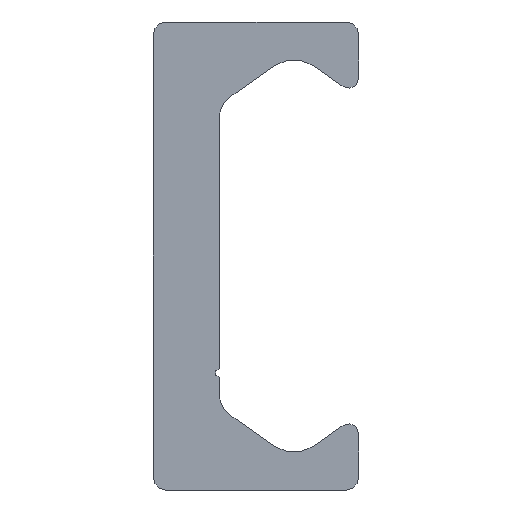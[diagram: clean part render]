
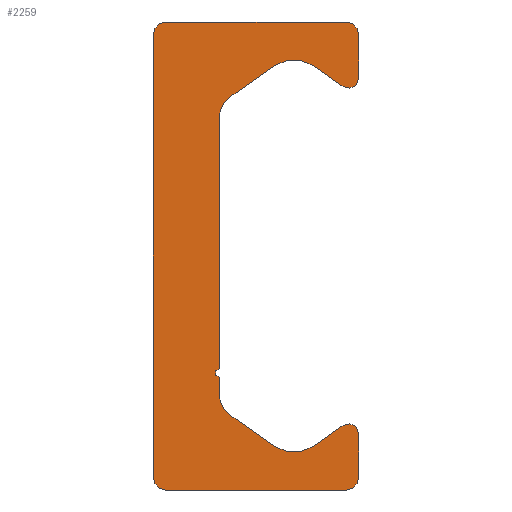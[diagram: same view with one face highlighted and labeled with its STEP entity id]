
A CAD part, left-side view. The second image highlights one B-rep face of the part: STEP entity #2259.
In plain terms, the highlighted planar face has unit normal (-1, 0, 0).
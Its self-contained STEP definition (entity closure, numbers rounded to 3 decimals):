
#1380=CARTESIAN_POINT('',(0.0,5.4,-14.));
#1381=VERTEX_POINT('',#1380);
#1388=CARTESIAN_POINT('',(0.0,6.15,-13.25));
#1389=VERTEX_POINT('',#1388);
#1390=CARTESIAN_POINT('',(0.0,5.4,-13.25));
#1391=DIRECTION('',(1.0,0.0,0.0));
#1392=DIRECTION('',(0.0,0.0,-1.0));
#1393=AXIS2_PLACEMENT_3D('',#1390,#1391,#1392);
#1394=CIRCLE('',#1393,0.75);
#1395=EDGE_CURVE('',#1381,#1389,#1394,.T.);
#1419=CARTESIAN_POINT('',(0.0,-5.4,-14.));
#1420=VERTEX_POINT('',#1419);
#1427=CARTESIAN_POINT('',(0.0,-5.4,-14.));
#1428=DIRECTION('',(0.0,1.0,0.0));
#1429=VECTOR('',#1428,10.8);
#1430=LINE('',#1427,#1429);
#1431=EDGE_CURVE('',#1420,#1381,#1430,.T.);
#1451=CARTESIAN_POINT('',(0.0,-6.15,-13.25));
#1452=VERTEX_POINT('',#1451);
#1459=CARTESIAN_POINT('',(0.0,-5.4,-13.25));
#1460=DIRECTION('',(1.0,0.0,0.0));
#1461=DIRECTION('',(0.0,-1.0,0.0));
#1462=AXIS2_PLACEMENT_3D('',#1459,#1460,#1461);
#1463=CIRCLE('',#1462,0.75);
#1464=EDGE_CURVE('',#1452,#1420,#1463,.T.);
#1483=CARTESIAN_POINT('',(0.0,-6.15,-10.63));
#1484=VERTEX_POINT('',#1483);
#1491=CARTESIAN_POINT('',(0.0,-6.15,-10.63));
#1492=DIRECTION('',(0.0,0.0,-1.0));
#1493=VECTOR('',#1492,2.62);
#1494=LINE('',#1491,#1493);
#1495=EDGE_CURVE('',#1484,#1452,#1494,.T.);
#1515=CARTESIAN_POINT('',(0.0,-5.206,-10.139));
#1516=VERTEX_POINT('',#1515);
#1523=CARTESIAN_POINT('',(0.0,-5.55,-10.63));
#1524=DIRECTION('',(1.0,0.0,0.0));
#1525=DIRECTION('',(0.0,0.574,0.819));
#1526=AXIS2_PLACEMENT_3D('',#1523,#1524,#1525);
#1527=CIRCLE('',#1526,0.6);
#1528=EDGE_CURVE('',#1516,#1484,#1527,.T.);
#1547=CARTESIAN_POINT('',(0.0,-3.417,-11.391));
#1548=VERTEX_POINT('',#1547);
#1555=CARTESIAN_POINT('',(0.0,-3.417,-11.391));
#1556=DIRECTION('',(0.0,-0.819,0.574));
#1557=VECTOR('',#1556,2.184);
#1558=LINE('',#1555,#1557);
#1559=EDGE_CURVE('',#1548,#1516,#1558,.T.);
#1579=CARTESIAN_POINT('',(0.0,-1.123,-11.391));
#1580=VERTEX_POINT('',#1579);
#1587=CARTESIAN_POINT('',(0.0,-2.27,-9.753));
#1588=DIRECTION('',(-1.0,0.0,0.0));
#1589=DIRECTION('',(0.0,0.574,0.819));
#1590=AXIS2_PLACEMENT_3D('',#1587,#1588,#1589);
#1591=CIRCLE('',#1590,2.0);
#1592=EDGE_CURVE('',#1580,#1548,#1591,.T.);
#1611=CARTESIAN_POINT('',(0.0,1.56,-9.512));
#1612=VERTEX_POINT('',#1611);
#1619=CARTESIAN_POINT('',(0.0,1.56,-9.512));
#1620=DIRECTION('',(0.0,-0.819,-0.574));
#1621=VECTOR('',#1620,3.276);
#1622=LINE('',#1619,#1621);
#1623=EDGE_CURVE('',#1612,#1580,#1622,.T.);
#1643=CARTESIAN_POINT('',(0.0,2.2,-8.283));
#1644=VERTEX_POINT('',#1643);
#1651=CARTESIAN_POINT('',(0.0,0.7,-8.283));
#1652=DIRECTION('',(-1.0,0.0,0.0));
#1653=DIRECTION('',(0.0,-0.574,0.819));
#1654=AXIS2_PLACEMENT_3D('',#1651,#1652,#1653);
#1655=CIRCLE('',#1654,1.5);
#1656=EDGE_CURVE('',#1644,#1612,#1655,.T.);
#1675=CARTESIAN_POINT('',(0.0,2.2,-7.25));
#1676=VERTEX_POINT('',#1675);
#1683=CARTESIAN_POINT('',(0.0,2.2,-7.25));
#1684=DIRECTION('',(0.0,0.0,-1.0));
#1685=VECTOR('',#1684,1.033);
#1686=LINE('',#1683,#1685);
#1687=EDGE_CURVE('',#1676,#1644,#1686,.T.);
#1707=CARTESIAN_POINT('',(0.0,2.2,-6.75));
#1708=VERTEX_POINT('',#1707);
#1715=CARTESIAN_POINT('',(0.0,2.2,-7.));
#1716=DIRECTION('',(-1.0,0.0,0.0));
#1717=DIRECTION('',(0.0,0.0,1.0));
#1718=AXIS2_PLACEMENT_3D('',#1715,#1716,#1717);
#1719=CIRCLE('',#1718,0.25);
#1720=EDGE_CURVE('',#1708,#1676,#1719,.T.);
#1739=CARTESIAN_POINT('',(0.0,2.2,8.283));
#1740=VERTEX_POINT('',#1739);
#1747=CARTESIAN_POINT('',(0.0,2.2,8.283));
#1748=DIRECTION('',(0.0,0.0,-1.0));
#1749=VECTOR('',#1748,15.033);
#1750=LINE('',#1747,#1749);
#1751=EDGE_CURVE('',#1740,#1708,#1750,.T.);
#1852=CARTESIAN_POINT('',(0.0,1.56,9.512));
#1853=VERTEX_POINT('',#1852);
#1860=CARTESIAN_POINT('',(0.0,0.7,8.283));
#1861=DIRECTION('',(-1.0,0.0,0.0));
#1862=DIRECTION('',(0.0,-1.0,0.0));
#1863=AXIS2_PLACEMENT_3D('',#1860,#1861,#1862);
#1864=CIRCLE('',#1863,1.5);
#1865=EDGE_CURVE('',#1853,#1740,#1864,.T.);
#1884=CARTESIAN_POINT('',(0.0,-1.123,11.391));
#1885=VERTEX_POINT('',#1884);
#1892=CARTESIAN_POINT('',(0.0,-1.123,11.391));
#1893=DIRECTION('',(0.0,0.819,-0.574));
#1894=VECTOR('',#1893,3.276);
#1895=LINE('',#1892,#1894);
#1896=EDGE_CURVE('',#1885,#1853,#1895,.T.);
#1916=CARTESIAN_POINT('',(0.0,-3.417,11.391));
#1917=VERTEX_POINT('',#1916);
#1924=CARTESIAN_POINT('',(0.0,-2.27,9.753));
#1925=DIRECTION('',(-1.0,0.0,0.0));
#1926=DIRECTION('',(0.0,-0.574,-0.819));
#1927=AXIS2_PLACEMENT_3D('',#1924,#1925,#1926);
#1928=CIRCLE('',#1927,2.0);
#1929=EDGE_CURVE('',#1917,#1885,#1928,.T.);
#1948=CARTESIAN_POINT('',(0.0,-5.206,10.139));
#1949=VERTEX_POINT('',#1948);
#1956=CARTESIAN_POINT('',(0.0,-5.206,10.139));
#1957=DIRECTION('',(0.0,0.819,0.574));
#1958=VECTOR('',#1957,2.184);
#1959=LINE('',#1956,#1958);
#1960=EDGE_CURVE('',#1949,#1917,#1959,.T.);
#1980=CARTESIAN_POINT('',(0.0,-6.15,10.63));
#1981=VERTEX_POINT('',#1980);
#1988=CARTESIAN_POINT('',(0.0,-5.55,10.63));
#1989=DIRECTION('',(1.0,0.0,0.0));
#1990=DIRECTION('',(0.0,-1.0,0.0));
#1991=AXIS2_PLACEMENT_3D('',#1988,#1989,#1990);
#1992=CIRCLE('',#1991,0.6);
#1993=EDGE_CURVE('',#1981,#1949,#1992,.T.);
#2012=CARTESIAN_POINT('',(0.0,-6.15,13.25));
#2013=VERTEX_POINT('',#2012);
#2020=CARTESIAN_POINT('',(0.0,-6.15,13.25));
#2021=DIRECTION('',(0.0,0.0,-1.0));
#2022=VECTOR('',#2021,2.62);
#2023=LINE('',#2020,#2022);
#2024=EDGE_CURVE('',#2013,#1981,#2023,.T.);
#2044=CARTESIAN_POINT('',(0.0,-5.4,14.));
#2045=VERTEX_POINT('',#2044);
#2052=CARTESIAN_POINT('',(0.0,-5.4,13.25));
#2053=DIRECTION('',(1.0,0.0,0.0));
#2054=DIRECTION('',(0.0,0.0,1.0));
#2055=AXIS2_PLACEMENT_3D('',#2052,#2053,#2054);
#2056=CIRCLE('',#2055,0.75);
#2057=EDGE_CURVE('',#2045,#2013,#2056,.T.);
#2076=CARTESIAN_POINT('',(0.0,5.4,14.));
#2077=VERTEX_POINT('',#2076);
#2084=CARTESIAN_POINT('',(0.0,5.4,14.));
#2085=DIRECTION('',(0.0,-1.0,0.0));
#2086=VECTOR('',#2085,10.8);
#2087=LINE('',#2084,#2086);
#2088=EDGE_CURVE('',#2077,#2045,#2087,.T.);
#2108=CARTESIAN_POINT('',(0.0,6.15,13.25));
#2109=VERTEX_POINT('',#2108);
#2116=CARTESIAN_POINT('',(0.0,5.4,13.25));
#2117=DIRECTION('',(1.0,0.0,0.0));
#2118=DIRECTION('',(0.0,1.0,0.0));
#2119=AXIS2_PLACEMENT_3D('',#2116,#2117,#2118);
#2120=CIRCLE('',#2119,0.75);
#2121=EDGE_CURVE('',#2109,#2077,#2120,.T.);
#2139=CARTESIAN_POINT('',(0.0,6.15,-13.25));
#2140=DIRECTION('',(0.0,0.0,1.0));
#2141=VECTOR('',#2140,26.5);
#2142=LINE('',#2139,#2141);
#2143=EDGE_CURVE('',#1389,#2109,#2142,.T.);
#2230=CARTESIAN_POINT('',(0.0,1.352,-0.021));
#2231=DIRECTION('',(1.0,0.0,0.0));
#2232=DIRECTION('',(0.0,0.0,-1.0));
#2233=AXIS2_PLACEMENT_3D('',#2230,#2231,#2232);
#2234=PLANE('',#2233);
#2235=ORIENTED_EDGE('',*,*,#2143,.F.);
#2236=ORIENTED_EDGE('',*,*,#1395,.F.);
#2237=ORIENTED_EDGE('',*,*,#1431,.F.);
#2238=ORIENTED_EDGE('',*,*,#1464,.F.);
#2239=ORIENTED_EDGE('',*,*,#1495,.F.);
#2240=ORIENTED_EDGE('',*,*,#1528,.F.);
#2241=ORIENTED_EDGE('',*,*,#1559,.F.);
#2242=ORIENTED_EDGE('',*,*,#1592,.F.);
#2243=ORIENTED_EDGE('',*,*,#1623,.F.);
#2244=ORIENTED_EDGE('',*,*,#1656,.F.);
#2245=ORIENTED_EDGE('',*,*,#1687,.F.);
#2246=ORIENTED_EDGE('',*,*,#1720,.F.);
#2247=ORIENTED_EDGE('',*,*,#1751,.F.);
#2248=ORIENTED_EDGE('',*,*,#1865,.F.);
#2249=ORIENTED_EDGE('',*,*,#1896,.F.);
#2250=ORIENTED_EDGE('',*,*,#1929,.F.);
#2251=ORIENTED_EDGE('',*,*,#1960,.F.);
#2252=ORIENTED_EDGE('',*,*,#1993,.F.);
#2253=ORIENTED_EDGE('',*,*,#2024,.F.);
#2254=ORIENTED_EDGE('',*,*,#2057,.F.);
#2255=ORIENTED_EDGE('',*,*,#2088,.F.);
#2256=ORIENTED_EDGE('',*,*,#2121,.F.);
#2257=EDGE_LOOP('',(#2235,#2236,#2237,#2238,#2239,#2240,#2241,#2242,#2243,#2244,#2245,#2246,#2247,#2248,#2249,#2250,#2251,#2252,#2253,#2254,#2255,#2256));
#2258=FACE_OUTER_BOUND('',#2257,.T.);
#2259=ADVANCED_FACE('',(#2258),#2234,.F.);
